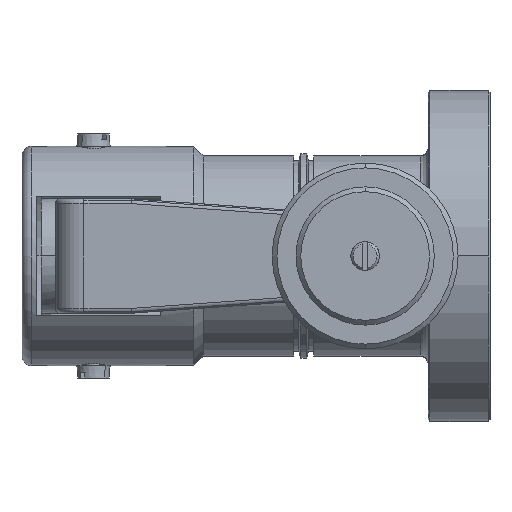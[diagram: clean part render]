
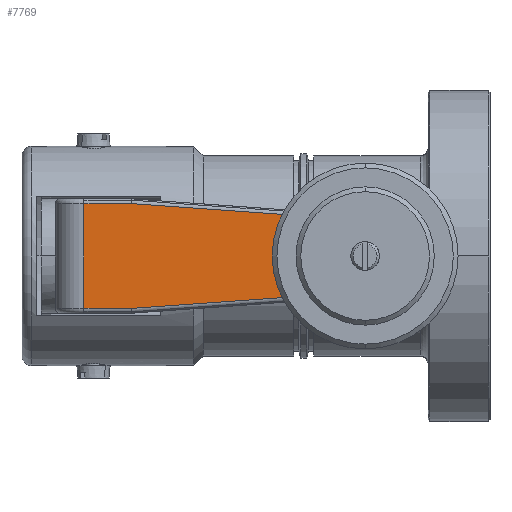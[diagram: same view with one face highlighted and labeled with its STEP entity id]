
A CAD part, left-side view. The second image highlights one B-rep face of the part: STEP entity #7769.
In plain terms, the highlighted planar face has unit normal (-1, 0, 0).
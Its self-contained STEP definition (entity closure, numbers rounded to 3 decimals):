
#6285=CARTESIAN_POINT('',(-38.,33.2,0.));
#6286=VERTEX_POINT('',#6285);
#6295=CARTESIAN_POINT('',(-38.,20.2,-3.606));
#6296=VERTEX_POINT('',#6295);
#6297=CARTESIAN_POINT('',(-38.,26.2,0.));
#6298=DIRECTION('',(-1.0,0.0,0.0));
#6299=DIRECTION('',(0.0,1.0,0.0));
#6300=AXIS2_PLACEMENT_3D('',#6297,#6298,#6299);
#6301=CIRCLE('',#6300,7.);
#6302=EDGE_CURVE('',#6296,#6286,#6301,.F.);
#7522=CARTESIAN_POINT('',(-38.,85.2,11.));
#7523=VERTEX_POINT('',#7522);
#7532=CARTESIAN_POINT('',(-38.,85.2,-11.));
#7533=VERTEX_POINT('',#7532);
#7541=CARTESIAN_POINT('',(-38.,85.2,11.));
#7542=DIRECTION('',(0.0,0.0,-1.0));
#7543=VECTOR('',#7542,22.);
#7544=LINE('',#7541,#7543);
#7545=EDGE_CURVE('',#7533,#7523,#7544,.F.);
#7689=CARTESIAN_POINT('',(-38.,85.2,0.));
#7690=DIRECTION('',(-1.0,0.0,0.0));
#7691=DIRECTION('',(0.0,1.0,0.0));
#7692=AXIS2_PLACEMENT_3D('',#7689,#7690,#7691);
#7693=PLANE('',#7692);
#7694=CARTESIAN_POINT('',(-38.0,75.236,11.));
#7695=VERTEX_POINT('',#7694);
#7696=CARTESIAN_POINT('',(-38.0,75.236,11.));
#7697=DIRECTION('',(0.0,1.0,0.0));
#7698=VECTOR('',#7697,9.964);
#7699=LINE('',#7696,#7698);
#7700=EDGE_CURVE('',#7523,#7695,#7699,.F.);
#7701=ORIENTED_EDGE('',*,*,#7700,.F.);
#7702=ORIENTED_EDGE('',*,*,#7545,.F.);
#7703=CARTESIAN_POINT('',(-38.,75.236,-11.));
#7704=VERTEX_POINT('',#7703);
#7705=CARTESIAN_POINT('',(-38.,85.2,-11.));
#7706=DIRECTION('',(0.0,-1.0,0.0));
#7707=VECTOR('',#7706,9.964);
#7708=LINE('',#7705,#7707);
#7709=EDGE_CURVE('',#7704,#7533,#7708,.F.);
#7710=ORIENTED_EDGE('',*,*,#7709,.F.);
#7711=CARTESIAN_POINT('',(-38.,21.129,-7.135));
#7712=VERTEX_POINT('',#7711);
#7713=CARTESIAN_POINT('',(-38.,75.236,-11.));
#7714=DIRECTION('',(0.,-0.997,0.071));
#7715=VECTOR('',#7714,54.245);
#7716=LINE('',#7713,#7715);
#7717=EDGE_CURVE('',#7712,#7704,#7716,.F.);
#7718=ORIENTED_EDGE('',*,*,#7717,.F.);
#7719=CARTESIAN_POINT('',(-38.,20.2,-6.138));
#7720=VERTEX_POINT('',#7719);
#7721=CARTESIAN_POINT('',(-38.,21.2,-6.138));
#7722=DIRECTION('',(-1.0,0.0,0.0));
#7723=DIRECTION('',(0.0,0.0,-1.0));
#7724=AXIS2_PLACEMENT_3D('',#7721,#7722,#7723);
#7725=CIRCLE('',#7724,1.0);
#7726=EDGE_CURVE('',#7720,#7712,#7725,.F.);
#7727=ORIENTED_EDGE('',*,*,#7726,.F.);
#7728=CARTESIAN_POINT('',(-38.,20.2,-6.138));
#7729=DIRECTION('',(0.0,0.0,1.0));
#7730=VECTOR('',#7729,2.532);
#7731=LINE('',#7728,#7730);
#7732=EDGE_CURVE('',#6296,#7720,#7731,.F.);
#7733=ORIENTED_EDGE('',*,*,#7732,.F.);
#7734=ORIENTED_EDGE('',*,*,#6302,.T.);
#7735=CARTESIAN_POINT('',(-38.,20.2,3.606));
#7736=VERTEX_POINT('',#7735);
#7737=CARTESIAN_POINT('',(-38.,26.2,0.));
#7738=DIRECTION('',(-1.0,0.0,0.0));
#7739=DIRECTION('',(0.0,1.0,0.0));
#7740=AXIS2_PLACEMENT_3D('',#7737,#7738,#7739);
#7741=CIRCLE('',#7740,7.);
#7742=EDGE_CURVE('',#6286,#7736,#7741,.F.);
#7743=ORIENTED_EDGE('',*,*,#7742,.T.);
#7744=CARTESIAN_POINT('',(-38.,20.2,6.138));
#7745=VERTEX_POINT('',#7744);
#7746=CARTESIAN_POINT('',(-38.,20.2,3.606));
#7747=DIRECTION('',(0.0,0.0,1.0));
#7748=VECTOR('',#7747,2.532);
#7749=LINE('',#7746,#7748);
#7750=EDGE_CURVE('',#7745,#7736,#7749,.F.);
#7751=ORIENTED_EDGE('',*,*,#7750,.F.);
#7752=CARTESIAN_POINT('',(-38.,21.129,7.135));
#7753=VERTEX_POINT('',#7752);
#7754=CARTESIAN_POINT('',(-38.,21.2,6.138));
#7755=DIRECTION('',(-1.0,0.0,0.0));
#7756=DIRECTION('',(0.0,0.0,-1.0));
#7757=AXIS2_PLACEMENT_3D('',#7754,#7755,#7756);
#7758=CIRCLE('',#7757,1.0);
#7759=EDGE_CURVE('',#7753,#7745,#7758,.F.);
#7760=ORIENTED_EDGE('',*,*,#7759,.F.);
#7761=CARTESIAN_POINT('',(-38.,21.129,7.135));
#7762=DIRECTION('',(0.,0.997,0.071));
#7763=VECTOR('',#7762,54.245);
#7764=LINE('',#7761,#7763);
#7765=EDGE_CURVE('',#7695,#7753,#7764,.F.);
#7766=ORIENTED_EDGE('',*,*,#7765,.F.);
#7767=EDGE_LOOP('',(#7701,#7702,#7710,#7718,#7727,#7733,#7734,#7743,#7751,#7760,#7766));
#7768=FACE_OUTER_BOUND('',#7767,.T.);
#7769=ADVANCED_FACE('',(#7768),#7693,.T.);
